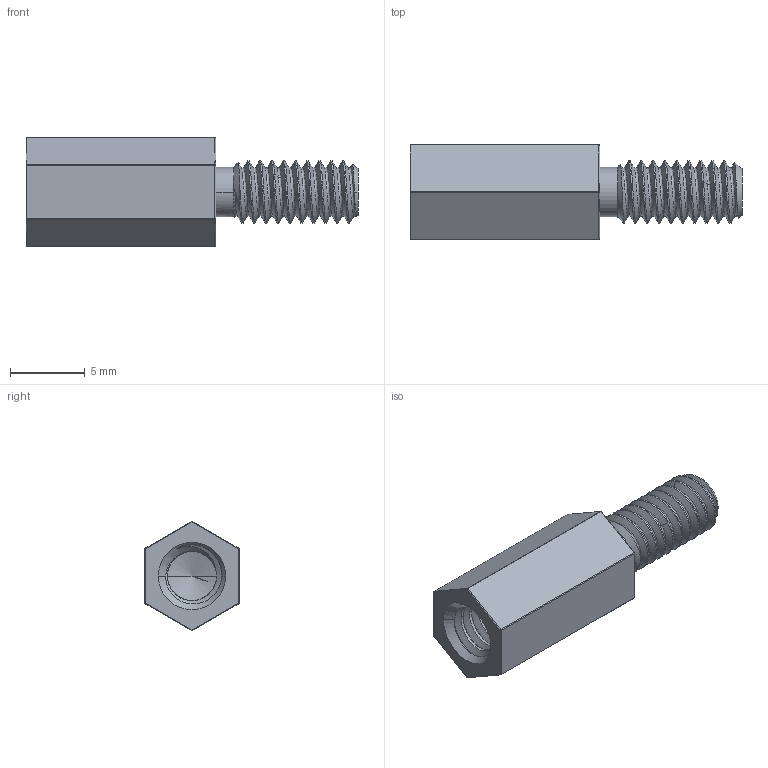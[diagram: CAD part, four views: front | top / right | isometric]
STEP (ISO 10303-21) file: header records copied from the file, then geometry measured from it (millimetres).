
FILE_DESCRIPTION((''),'2;1');
FILE_NAME('MALE_FEMALE_STANDOFF','2024-09-30T06:09:10',('Administrator'),(''),'CREO PARAMETRIC BY PTC INC, 2020414','CREO PARAMETRIC BY PTC INC, 2020414','');
FILE_SCHEMA(('AUTOMOTIVE_DESIGN { 1 0 10303 214 1 1 1 1 }'));
Length unit declared in the file: inch
Products named in the file (1): MALE_FEMALE_STANDOFF
Bounding box: 22.23 x 6.35 x 7.32 mm (x, y, z)
Volume: 451.5 mm3; surface area: 664.8 mm2
Topology: 1 solids, 1 shells, 106 faces, 263 edges, 168 vertices
Faces by surface type: cylinder 57, bspline 20, sphere 12, plane 10, cone 7
Entity records: 9640 total; most frequent: CARTESIAN_POINT 6328, ORIENTED_EDGE 512, DIRECTION 385, PRESENTATION_STYLE_ASSIGNMENT 269, STYLED_ITEM 269, CURVE_STYLE 268, EDGE_CURVE 256, VERTEX_POINT 155
